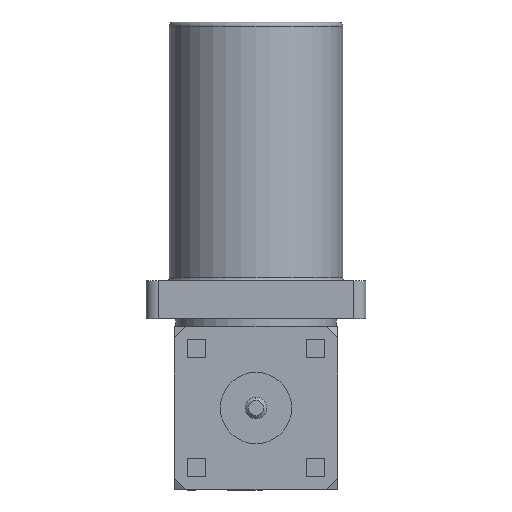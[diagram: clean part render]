
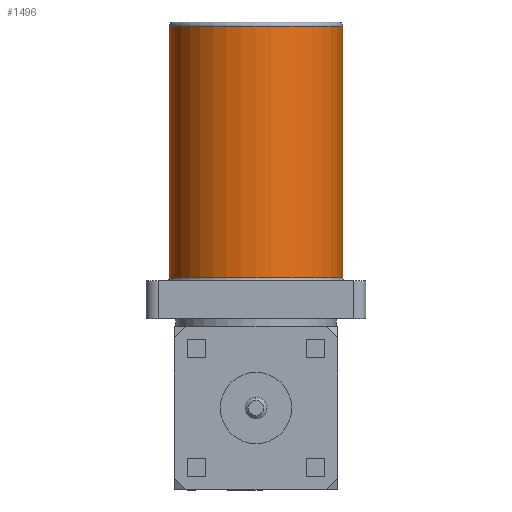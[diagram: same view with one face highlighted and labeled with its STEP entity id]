
A CAD part, front view. The second image highlights one B-rep face of the part: STEP entity #1496.
In plain terms, the highlighted cylindrical face has radius 3.708 mm (diameter 7.417 mm), a partial arc.
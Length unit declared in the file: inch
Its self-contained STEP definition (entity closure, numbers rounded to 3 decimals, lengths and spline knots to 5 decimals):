
#9 = DIRECTION ( 'NONE',  ( 0., 0., -1. ) ) ;
#27 = DIRECTION ( 'NONE',  ( 1., 0., 0. ) ) ;
#244 = DIRECTION ( 'NONE',  ( -1., 0., 0. ) ) ;
#343 = CIRCLE ( 'NONE', #642, 0.146 ) ;
#389 = VERTEX_POINT ( 'NONE', #1074 ) ;
#642 = AXIS2_PLACEMENT_3D ( 'NONE', #2402, #925, #3179 ) ;
#840 = VECTOR ( 'NONE', #1049, 39.37008 ) ;
#925 = DIRECTION ( 'NONE',  ( 0., 0., 1. ) ) ;
#1049 = DIRECTION ( 'NONE',  ( 0., 0., -1. ) ) ;
#1074 = CARTESIAN_POINT ( 'NONE',  ( -0.146, 0., -0.09665 ) ) ;
#1098 = DIRECTION ( 'NONE',  ( 0., 0., -1. ) ) ;
#1155 = LINE ( 'NONE', #2039, #840 ) ;
#1268 = DIRECTION ( 'NONE',  ( 0., 0., -1. ) ) ;
#1287 = ORIENTED_EDGE ( 'NONE', *, *, #1843, .F. ) ;
#1322 = ORIENTED_EDGE ( 'NONE', *, *, #1966, .T. ) ;
#1364 = EDGE_CURVE ( 'NONE', #389, #3144, #2929, .T. ) ;
#1496 = ADVANCED_FACE ( 'NONE', ( #2079 ), #1853, .T. ) ;
#1526 = AXIS2_PLACEMENT_3D ( 'NONE', #2724, #9, #244 ) ;
#1716 = CARTESIAN_POINT ( 'NONE',  ( -0.146, 0., -0.52065 ) ) ;
#1811 = EDGE_LOOP ( 'NONE', ( #1287, #2336, #3169, #1322 ) ) ;
#1843 = EDGE_CURVE ( 'NONE', #2543, #1928, #1155, .T. ) ;
#1853 = CYLINDRICAL_SURFACE ( 'NONE', #1526, 0.146 ) ;
#1928 = VERTEX_POINT ( 'NONE', #2069 ) ;
#1966 = EDGE_CURVE ( 'NONE', #3144, #1928, #343, .T. ) ;
#1985 = VECTOR ( 'NONE', #1098, 39.37008 ) ;
#1994 = CARTESIAN_POINT ( 'NONE',  ( -0.146, 0., -0.08965 ) ) ;
#2039 = CARTESIAN_POINT ( 'NONE',  ( 0.146, 0., -0.08965 ) ) ;
#2069 = CARTESIAN_POINT ( 'NONE',  ( 0.146, 0., -0.52065 ) ) ;
#2079 = FACE_OUTER_BOUND ( 'NONE', #1811, .T. ) ;
#2198 = CARTESIAN_POINT ( 'NONE',  ( 0.146, 0., -0.09665 ) ) ;
#2218 = CIRCLE ( 'NONE', #3018, 0.146 ) ;
#2336 = ORIENTED_EDGE ( 'NONE', *, *, #3198, .T. ) ;
#2402 = CARTESIAN_POINT ( 'NONE',  ( 0., 0., -0.52065 ) ) ;
#2543 = VERTEX_POINT ( 'NONE', #2198 ) ;
#2724 = CARTESIAN_POINT ( 'NONE',  ( 0., 0., -0.08965 ) ) ;
#2764 = CARTESIAN_POINT ( 'NONE',  ( 0., 0., -0.09665 ) ) ;
#2929 = LINE ( 'NONE', #1994, #1985 ) ;
#3018 = AXIS2_PLACEMENT_3D ( 'NONE', #2764, #1268, #27 ) ;
#3144 = VERTEX_POINT ( 'NONE', #1716 ) ;
#3169 = ORIENTED_EDGE ( 'NONE', *, *, #1364, .T. ) ;
#3179 = DIRECTION ( 'NONE',  ( 1., 0., 0. ) ) ;
#3198 = EDGE_CURVE ( 'NONE', #2543, #389, #2218, .T. ) ;
